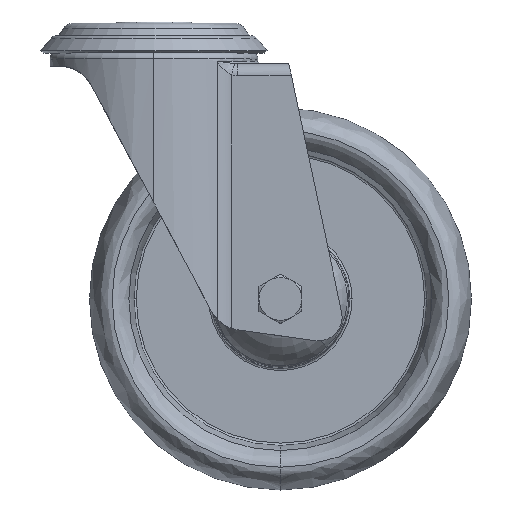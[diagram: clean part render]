
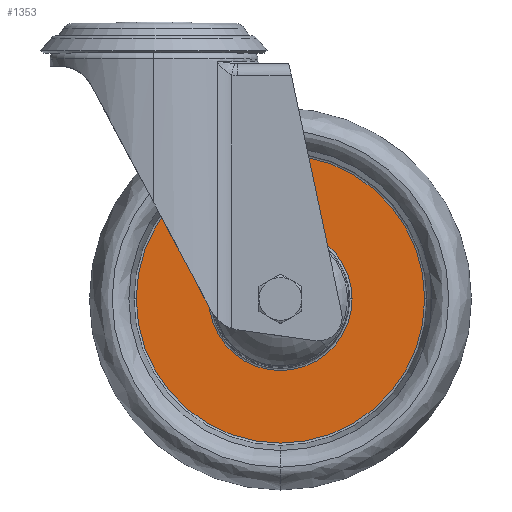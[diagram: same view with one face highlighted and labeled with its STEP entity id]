
A CAD part, top view. The second image highlights one B-rep face of the part: STEP entity #1353.
In plain terms, the highlighted planar face has unit normal (0, 0, 1).
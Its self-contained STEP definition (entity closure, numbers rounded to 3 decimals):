
#51 = CARTESIAN_POINT ( 'NONE',  ( -41.327, -53.652, 4.75 ) ) ;
#113 = ORIENTED_EDGE ( 'NONE', *, *, #2012, .F. ) ;
#775 = DIRECTION ( 'NONE',  ( -1., 0., 0. ) ) ;
#861 = EDGE_CURVE ( 'NONE', #6098, #988, #12618, .T. ) ;
#988 = VERTEX_POINT ( 'NONE', #12771 ) ;
#1226 = AXIS2_PLACEMENT_3D ( 'NONE', #10129, #9868, #775 ) ;
#1353 = ADVANCED_FACE ( 'NONE', ( #6162, #6093 ), #3071, .F. ) ;
#2012 = EDGE_CURVE ( 'NONE', #4357, #3944, #10268, .T. ) ;
#2045 = DIRECTION ( 'NONE',  ( 0., 0., -1. ) ) ;
#2133 = CARTESIAN_POINT ( 'NONE',  ( 19.064, -23.654, 4.75 ) ) ;
#2693 = DIRECTION ( 'NONE',  ( -1., 0., 0. ) ) ;
#2877 = ORIENTED_EDGE ( 'NONE', *, *, #861, .T. ) ;
#3071 = PLANE ( 'NONE',  #4551 ) ;
#3124 = DIRECTION ( 'NONE',  ( -1., 0., 0. ) ) ;
#3944 = VERTEX_POINT ( 'NONE', #51 ) ;
#4092 = CARTESIAN_POINT ( 'NONE',  ( 19.064, -53.652, 4.75 ) ) ;
#4357 = VERTEX_POINT ( 'NONE', #8146 ) ;
#4551 = AXIS2_PLACEMENT_3D ( 'NONE', #2133, #6362, #9168 ) ;
#4601 = CARTESIAN_POINT ( 'NONE',  ( 19.064, -53.652, 4.75 ) ) ;
#5019 = CARTESIAN_POINT ( 'NONE',  ( -10.933, -53.652, 4.75 ) ) ;
#6093 = FACE_BOUND ( 'NONE', #7447, .T. ) ;
#6098 = VERTEX_POINT ( 'NONE', #5019 ) ;
#6118 = CIRCLE ( 'NONE', #7819, 29.997 ) ;
#6162 = FACE_OUTER_BOUND ( 'NONE', #11646, .T. ) ;
#6362 = DIRECTION ( 'NONE',  ( 0., 0., -1. ) ) ;
#6882 = AXIS2_PLACEMENT_3D ( 'NONE', #10703, #9658, #2693 ) ;
#7447 = EDGE_LOOP ( 'NONE', ( #2877, #8612 ) ) ;
#7663 = EDGE_CURVE ( 'NONE', #988, #6098, #6118, .T. ) ;
#7819 = AXIS2_PLACEMENT_3D ( 'NONE', #4092, #2045, #3124 ) ;
#8146 = CARTESIAN_POINT ( 'NONE',  ( 79.455, -53.652, 4.75 ) ) ;
#8594 = DIRECTION ( 'NONE',  ( -1., 0., 0. ) ) ;
#8612 = ORIENTED_EDGE ( 'NONE', *, *, #7663, .T. ) ;
#9168 = DIRECTION ( 'NONE',  ( -1., 0., 0. ) ) ;
#9658 = DIRECTION ( 'NONE',  ( 0., 0., -1. ) ) ;
#9868 = DIRECTION ( 'NONE',  ( 0., 0., -1. ) ) ;
#10129 = CARTESIAN_POINT ( 'NONE',  ( 19.064, -53.652, 4.75 ) ) ;
#10211 = ORIENTED_EDGE ( 'NONE', *, *, #11623, .F. ) ;
#10268 = CIRCLE ( 'NONE', #6882, 60.391 ) ;
#10545 = CIRCLE ( 'NONE', #11992, 60.391 ) ;
#10703 = CARTESIAN_POINT ( 'NONE',  ( 19.064, -53.652, 4.75 ) ) ;
#11622 = DIRECTION ( 'NONE',  ( 0., 0., -1. ) ) ;
#11623 = EDGE_CURVE ( 'NONE', #3944, #4357, #10545, .T. ) ;
#11646 = EDGE_LOOP ( 'NONE', ( #10211, #113 ) ) ;
#11992 = AXIS2_PLACEMENT_3D ( 'NONE', #4601, #11622, #8594 ) ;
#12618 = CIRCLE ( 'NONE', #1226, 29.997 ) ;
#12771 = CARTESIAN_POINT ( 'NONE',  ( 49.062, -53.652, 4.75 ) ) ;
